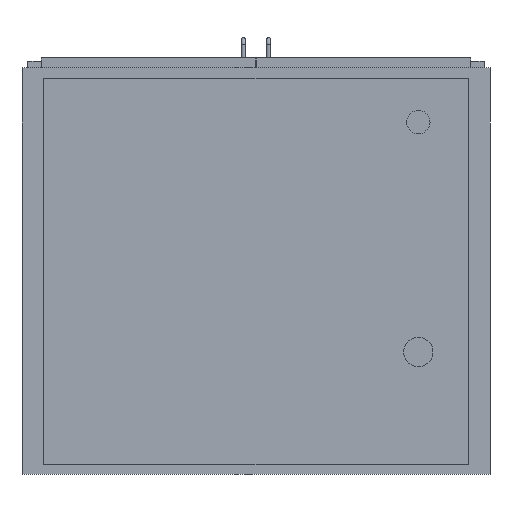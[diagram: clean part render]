
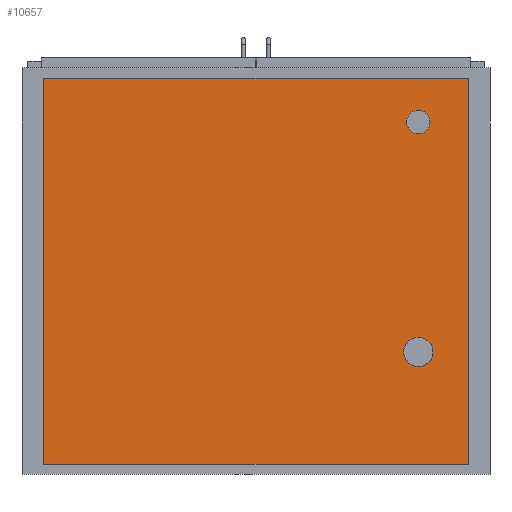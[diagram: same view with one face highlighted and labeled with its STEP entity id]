
A CAD part, front view. The second image highlights one B-rep face of the part: STEP entity #10657.
In plain terms, the highlighted planar face has unit normal (0, -1, 0).
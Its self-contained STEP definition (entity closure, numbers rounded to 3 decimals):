
#153=FACE_BOUND('',#1193,.T.);
#154=FACE_BOUND('',#1194,.T.);
#173=CIRCLE('',#11369,20.);
#175=CIRCLE('',#11373,25.);
#539=FACE_OUTER_BOUND('',#1192,.T.);
#1192=EDGE_LOOP('',(#7143,#7144,#7145,#7146));
#1193=EDGE_LOOP('',(#7147));
#1194=EDGE_LOOP('',(#7148));
#1888=LINE('',#15450,#3196);
#1890=LINE('',#15454,#3198);
#1892=LINE('',#15458,#3200);
#1894=LINE('',#15461,#3202);
#3196=VECTOR('',#12357,10.);
#3198=VECTOR('',#12361,10.);
#3200=VECTOR('',#12365,10.);
#3202=VECTOR('',#12369,10.);
#4466=VERTEX_POINT('',#15376);
#4468=VERTEX_POINT('',#15383);
#4489=VERTEX_POINT('',#15447);
#4490=VERTEX_POINT('',#15449);
#4491=VERTEX_POINT('',#15453);
#4492=VERTEX_POINT('',#15457);
#5499=EDGE_CURVE('',#4466,#4466,#173,.T.);
#5502=EDGE_CURVE('',#4468,#4468,#175,.T.);
#5532=EDGE_CURVE('',#4490,#4489,#1888,.T.);
#5534=EDGE_CURVE('',#4491,#4490,#1890,.T.);
#5536=EDGE_CURVE('',#4492,#4491,#1892,.T.);
#5538=EDGE_CURVE('',#4489,#4492,#1894,.T.);
#7143=ORIENTED_EDGE('',*,*,#5538,.T.);
#7144=ORIENTED_EDGE('',*,*,#5536,.T.);
#7145=ORIENTED_EDGE('',*,*,#5534,.T.);
#7146=ORIENTED_EDGE('',*,*,#5532,.T.);
#7147=ORIENTED_EDGE('',*,*,#5499,.T.);
#7148=ORIENTED_EDGE('',*,*,#5502,.T.);
#10130=PLANE('',#11390);
#10657=ADVANCED_FACE('',(#539,#153,#154),#10130,.T.);
#11369=AXIS2_PLACEMENT_3D('',#15378,#12291,#12292);
#11373=AXIS2_PLACEMENT_3D('',#15385,#12300,#12301);
#11390=AXIS2_PLACEMENT_3D('',#15462,#12370,#12371);
#12291=DIRECTION('center_axis',(0.,1.,0.));
#12292=DIRECTION('ref_axis',(1.,0.,0.));
#12300=DIRECTION('center_axis',(0.,1.,0.));
#12301=DIRECTION('ref_axis',(1.,0.,0.));
#12357=DIRECTION('',(0.,0.,1.));
#12361=DIRECTION('',(1.,0.,0.));
#12365=DIRECTION('',(0.,0.,-1.));
#12369=DIRECTION('',(-1.,0.,0.));
#12370=DIRECTION('center_axis',(0.,-1.,0.));
#12371=DIRECTION('ref_axis',(0.,0.,-1.));
#15376=CARTESIAN_POINT('',(257.5,-370.,255.));
#15378=CARTESIAN_POINT('Origin',(277.5,-370.,255.));
#15383=CARTESIAN_POINT('',(252.5,-370.,-138.));
#15385=CARTESIAN_POINT('Origin',(277.5,-370.,-138.));
#15447=CARTESIAN_POINT('',(362.5,-370.,330.));
#15449=CARTESIAN_POINT('',(362.5,-370.,-330.));
#15450=CARTESIAN_POINT('',(362.5,-370.,330.));
#15453=CARTESIAN_POINT('',(-362.5,-370.,-330.));
#15454=CARTESIAN_POINT('',(362.5,-370.,-330.));
#15457=CARTESIAN_POINT('',(-362.5,-370.,330.));
#15458=CARTESIAN_POINT('',(-362.5,-370.,-330.));
#15461=CARTESIAN_POINT('',(-362.5,-370.,330.));
#15462=CARTESIAN_POINT('Origin',(0.,-370.,0.));
